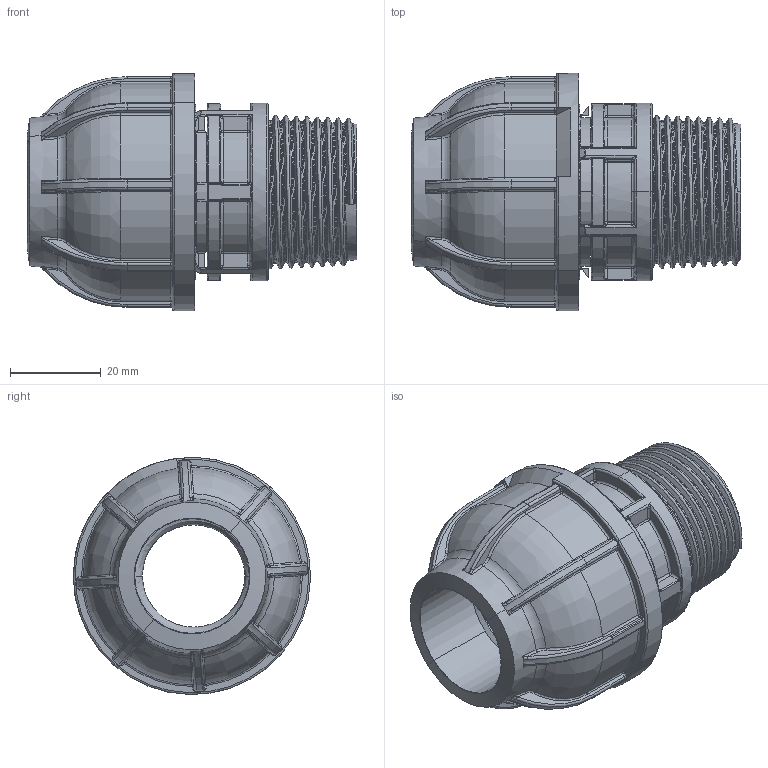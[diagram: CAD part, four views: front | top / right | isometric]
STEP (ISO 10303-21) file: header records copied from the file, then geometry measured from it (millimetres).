
FILE_DESCRIPTION (( 'STEP AP203' ), '1' );
FILE_NAME ('R211.025.001.STEP', '2018-05-04T11:49:49', ( 'Localadmin' ), ( 'Microsoft' ), 'SwSTEP 2.0', 'SolidWorks 2016', '' );
FILE_SCHEMA (( 'CONFIG_CONTROL_DESIGN' ));
Length unit declared in the file: millimetre
Products named in the file (1): R211.025.001
Bounding box: 72.7 x 52.39 x 52.39 mm (x, y, z)
Surface area: 25744.8 mm2 (no closed solid volume)
Topology: 0 solids, 5 shells, 941 faces, 3198 edges, 2088 vertices
Faces by surface type: cylinder 287, bspline 230, torus 188, plane 151, sphere 53, cone 32
Entity records: 61497 total; most frequent: CARTESIAN_POINT 37242, ORIENTED_EDGE 5519, DIRECTION 4340, EDGE_CURVE 3154, VERTEX_POINT 2084, AXIS2_PLACEMENT_3D 1887, B_SPLINE_CURVE_WITH_KNOTS 1333, CIRCLE 1175
